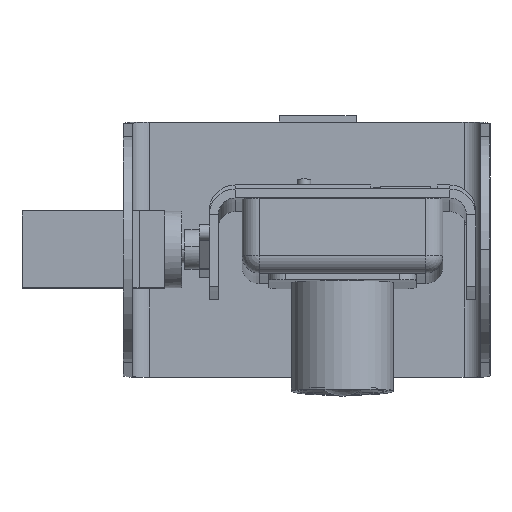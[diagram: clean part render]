
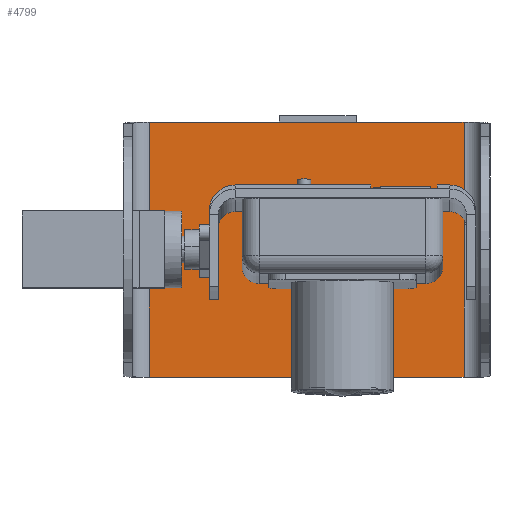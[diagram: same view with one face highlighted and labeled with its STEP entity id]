
A CAD part, top view. The second image highlights one B-rep face of the part: STEP entity #4799.
In plain terms, the highlighted planar face has unit normal (0, 0, 1).
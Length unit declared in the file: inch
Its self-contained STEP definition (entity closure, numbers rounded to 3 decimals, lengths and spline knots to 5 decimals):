
#113 = ORIENTED_EDGE ( 'NONE', *, *, #318, .T. ) ;
#170 = ORIENTED_EDGE ( 'NONE', *, *, #768, .F. ) ;
#196 = ORIENTED_EDGE ( 'NONE', *, *, #339, .T. ) ;
#220 = ORIENTED_EDGE ( 'NONE', *, *, #306, .T. ) ;
#306 = EDGE_CURVE ( 'NONE', #475, #521, #854, .T. ) ;
#318 = EDGE_CURVE ( 'NONE', #548, #475, #1019, .T. ) ;
#339 = EDGE_CURVE ( 'NONE', #521, #486, #1049, .T. ) ;
#475 = VERTEX_POINT ( 'NONE', #4187 ) ;
#486 = VERTEX_POINT ( 'NONE', #4176 ) ;
#521 = VERTEX_POINT ( 'NONE', #4141 ) ;
#548 = VERTEX_POINT ( 'NONE', #4111 ) ;
#768 = EDGE_CURVE ( 'NONE', #548, #486, #1145, .T. ) ;
#854 = LINE ( 'NONE', #3912, #6031 ) ;
#1019 = LINE ( 'NONE', #3873, #1022 ) ;
#1022 = VECTOR ( 'NONE', #3872, 39.37008 ) ;
#1049 = LINE ( 'NONE', #4294, #1053 ) ;
#1053 = VECTOR ( 'NONE', #4285, 39.37008 ) ;
#1145 = LINE ( 'NONE', #4629, #1149 ) ;
#1149 = VECTOR ( 'NONE', #4623, 39.37008 ) ;
#2345 = AXIS2_PLACEMENT_3D ( 'NONE', #5207, #5211, #5213 ) ;
#2984 = FACE_OUTER_BOUND ( 'NONE', #5623, .T. ) ;
#3872 = DIRECTION ( 'NONE',  ( 1., 0., 0. ) ) ;
#3873 = CARTESIAN_POINT ( 'NONE',  ( 0., 0., 0.053 ) ) ;
#3902 = DIRECTION ( 'NONE',  ( 0., 1., 0. ) ) ;
#3912 = CARTESIAN_POINT ( 'NONE',  ( 1.95065, 0.75, 0.053 ) ) ;
#4111 = CARTESIAN_POINT ( 'NONE',  ( 0.09935, 0., 0.053 ) ) ;
#4141 = CARTESIAN_POINT ( 'NONE',  ( 1.95065, 1.5, 0.053 ) ) ;
#4176 = CARTESIAN_POINT ( 'NONE',  ( 0.09935, 1.5, 0.053 ) ) ;
#4187 = CARTESIAN_POINT ( 'NONE',  ( 1.95065, 0., 0.053 ) ) ;
#4285 = DIRECTION ( 'NONE',  ( -1., 0., 0. ) ) ;
#4294 = CARTESIAN_POINT ( 'NONE',  ( 2.05, 1.5, 0.053 ) ) ;
#4623 = DIRECTION ( 'NONE',  ( 0., 1., 0. ) ) ;
#4629 = CARTESIAN_POINT ( 'NONE',  ( 0.09935, 0.75, 0.053 ) ) ;
#4799 = ADVANCED_FACE ( 'NONE', ( #2984 ), #5210, .T. ) ;
#5207 = CARTESIAN_POINT ( 'NONE',  ( 2.99236, 0.75, 0.053 ) ) ;
#5210 = PLANE ( 'NONE',  #2345 ) ;
#5211 = DIRECTION ( 'NONE',  ( 0., 0., 1. ) ) ;
#5213 = DIRECTION ( 'NONE',  ( 1., 0., 0. ) ) ;
#5623 = EDGE_LOOP ( 'NONE', ( #113, #220, #196, #170 ) ) ;
#6031 = VECTOR ( 'NONE', #3902, 39.37008 ) ;
